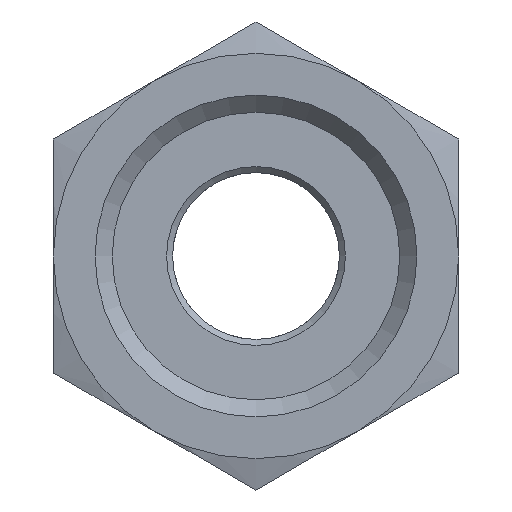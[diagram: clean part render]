
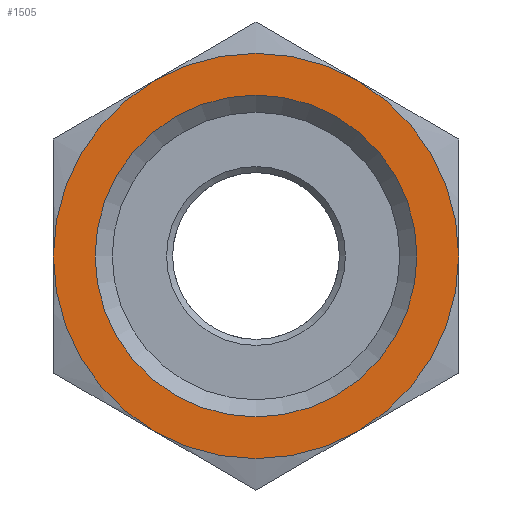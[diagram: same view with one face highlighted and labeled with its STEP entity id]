
A CAD part, left-side view. The second image highlights one B-rep face of the part: STEP entity #1505.
In plain terms, the highlighted planar face has unit normal (-1, 0, 0).
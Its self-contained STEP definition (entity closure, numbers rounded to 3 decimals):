
#65=FACE_BOUND('',#399,.T.);
#83=PLANE('',#1700);
#304=FACE_OUTER_BOUND('',#398,.T.);
#398=EDGE_LOOP('',(#1241,#1242,#1243,#1244,#1245,#1246));
#399=EDGE_LOOP('',(#1247,#1248));
#535=CIRCLE('',#1701,17.);
#536=CIRCLE('',#1702,17.);
#537=CIRCLE('',#1703,17.);
#538=CIRCLE('',#1704,17.);
#539=CIRCLE('',#1705,17.);
#540=CIRCLE('',#1706,17.);
#541=CIRCLE('',#1707,13.5);
#542=CIRCLE('',#1708,13.5);
#679=VERTEX_POINT('',#2628);
#680=VERTEX_POINT('',#2629);
#681=VERTEX_POINT('',#2631);
#682=VERTEX_POINT('',#2633);
#683=VERTEX_POINT('',#2635);
#684=VERTEX_POINT('',#2637);
#685=VERTEX_POINT('',#2640);
#686=VERTEX_POINT('',#2641);
#878=EDGE_CURVE('',#679,#680,#535,.T.);
#879=EDGE_CURVE('',#680,#681,#536,.T.);
#880=EDGE_CURVE('',#681,#682,#537,.T.);
#881=EDGE_CURVE('',#682,#683,#538,.T.);
#882=EDGE_CURVE('',#683,#684,#539,.T.);
#883=EDGE_CURVE('',#684,#679,#540,.T.);
#884=EDGE_CURVE('',#685,#686,#541,.T.);
#885=EDGE_CURVE('',#686,#685,#542,.T.);
#1241=ORIENTED_EDGE('',*,*,#878,.T.);
#1242=ORIENTED_EDGE('',*,*,#879,.T.);
#1243=ORIENTED_EDGE('',*,*,#880,.T.);
#1244=ORIENTED_EDGE('',*,*,#881,.T.);
#1245=ORIENTED_EDGE('',*,*,#882,.T.);
#1246=ORIENTED_EDGE('',*,*,#883,.T.);
#1247=ORIENTED_EDGE('',*,*,#884,.T.);
#1248=ORIENTED_EDGE('',*,*,#885,.T.);
#1505=ADVANCED_FACE('',(#304,#65),#83,.T.);
#1700=AXIS2_PLACEMENT_3D('',#2627,#2085,#2086);
#1701=AXIS2_PLACEMENT_3D('',#2630,#2087,#2088);
#1702=AXIS2_PLACEMENT_3D('',#2632,#2089,#2090);
#1703=AXIS2_PLACEMENT_3D('',#2634,#2091,#2092);
#1704=AXIS2_PLACEMENT_3D('',#2636,#2093,#2094);
#1705=AXIS2_PLACEMENT_3D('',#2638,#2095,#2096);
#1706=AXIS2_PLACEMENT_3D('',#2639,#2097,#2098);
#1707=AXIS2_PLACEMENT_3D('',#2642,#2099,#2100);
#1708=AXIS2_PLACEMENT_3D('',#2643,#2101,#2102);
#2085=DIRECTION('center_axis',(-1.,0.,0.));
#2086=DIRECTION('ref_axis',(0.,1.,0.));
#2087=DIRECTION('center_axis',(-1.,0.,0.));
#2088=DIRECTION('ref_axis',(0.,1.,0.));
#2089=DIRECTION('center_axis',(-1.,0.,0.));
#2090=DIRECTION('ref_axis',(0.,1.,0.));
#2091=DIRECTION('center_axis',(-1.,0.,0.));
#2092=DIRECTION('ref_axis',(0.,1.,0.));
#2093=DIRECTION('center_axis',(-1.,0.,0.));
#2094=DIRECTION('ref_axis',(0.,1.,0.));
#2095=DIRECTION('center_axis',(-1.,0.,0.));
#2096=DIRECTION('ref_axis',(0.,1.,0.));
#2097=DIRECTION('center_axis',(-1.,0.,0.));
#2098=DIRECTION('ref_axis',(0.,1.,0.));
#2099=DIRECTION('center_axis',(1.,0.,0.));
#2100=DIRECTION('ref_axis',(0.,0.,1.));
#2101=DIRECTION('center_axis',(1.,0.,0.));
#2102=DIRECTION('ref_axis',(0.,0.,1.));
#2627=CARTESIAN_POINT('Origin',(-74.5,8.5,0.));
#2628=CARTESIAN_POINT('',(-74.5,17.,0.));
#2629=CARTESIAN_POINT('',(-74.5,8.5,-14.722));
#2630=CARTESIAN_POINT('Origin',(-74.5,0.,0.));
#2631=CARTESIAN_POINT('',(-74.5,-8.5,-14.722));
#2632=CARTESIAN_POINT('Origin',(-74.5,0.,0.));
#2633=CARTESIAN_POINT('',(-74.5,-17.,0.));
#2634=CARTESIAN_POINT('Origin',(-74.5,0.,0.));
#2635=CARTESIAN_POINT('',(-74.5,-8.5,14.722));
#2636=CARTESIAN_POINT('Origin',(-74.5,0.,0.));
#2637=CARTESIAN_POINT('',(-74.5,8.5,14.722));
#2638=CARTESIAN_POINT('Origin',(-74.5,0.,0.));
#2639=CARTESIAN_POINT('Origin',(-74.5,0.,0.));
#2640=CARTESIAN_POINT('',(-74.5,0.,13.5));
#2641=CARTESIAN_POINT('',(-74.5,0.,-13.5));
#2642=CARTESIAN_POINT('Origin',(-74.5,0.,0.));
#2643=CARTESIAN_POINT('Origin',(-74.5,0.,0.));
